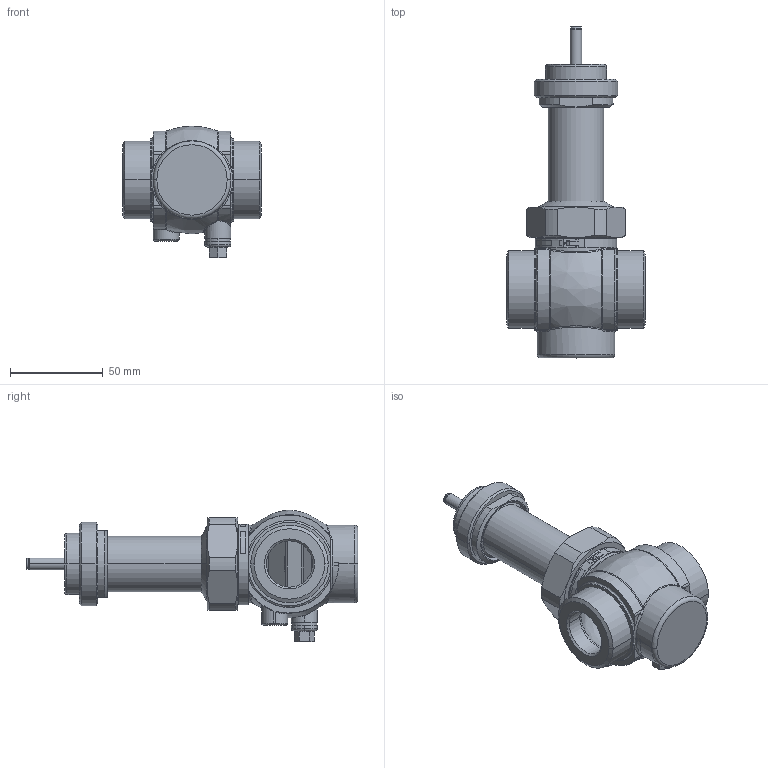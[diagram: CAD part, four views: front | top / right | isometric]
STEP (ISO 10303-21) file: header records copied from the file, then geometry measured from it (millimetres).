
FILE_DESCRIPTION((''),'2;1');
FILE_NAME('065B0790','2012-03-28T',('U258099'),('Danfoss'),'PRO/ENGINEER BY PARAMETRIC TECHNOLOGY CORPORATION, 2010370','PRO/ENGINEER BY PARAMETRIC TECHNOLOGY CORPORATION, 2010370','');
FILE_SCHEMA(('CONFIG_CONTROL_DESIGN'));
Length unit declared in the file: millimetre
Products named in the file (1): 065B0790
Bounding box: 75 x 179.3 x 71 mm (x, y, z)
Volume: 141254.2 mm3; surface area: 58292.9 mm2
Topology: 2 solids, 2 shells, 462 faces, 1082 edges, 647 vertices
Faces by surface type: cylinder 144, plane 122, bspline 87, cone 60, torus 37, sphere 12
Entity records: 18432 total; most frequent: CARTESIAN_POINT 8398, ORIENTED_EDGE 2160, DIRECTION 2004, EDGE_CURVE 1080, AXIS2_PLACEMENT_3D 826, VERTEX_POINT 647, EDGE_LOOP 499, FACE_OUTER_BOUND 462
